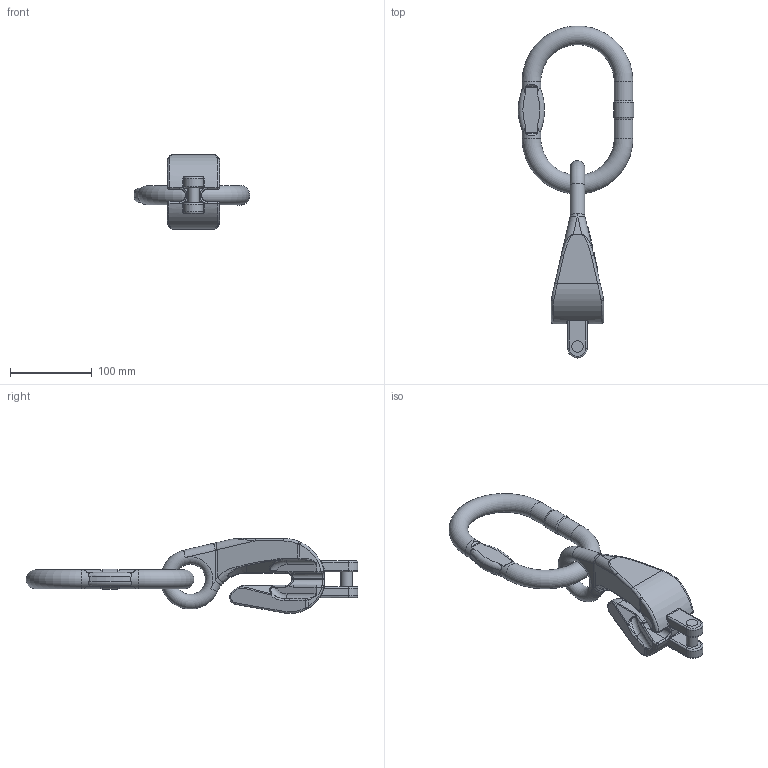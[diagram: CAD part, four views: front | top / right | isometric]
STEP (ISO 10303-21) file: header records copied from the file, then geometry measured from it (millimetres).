
FILE_DESCRIPTION(/* description */ (''),/* implementation_level */ '2;1');
FILE_NAME(/* name */ 'pewag_VXKW_13',/* time_stamp */ '2010-03-02T14:19:12+01:00',/* author */ (''),/* organization */ (''),/* preprocessor_version */ 'ST-DEVELOPER v9',/* originating_system */ 'UGS - NX 4.0',/* authorisation */ '');
FILE_SCHEMA (('AUTOMOTIVE_DESIGN { 1 0 10303 214 1 1 1 1 }'));
Length unit declared in the file: millimetre
Products named in the file (1): rit707Bn5cl
Bounding box: 141.41 x 406.91 x 92 mm (x, y, z)
Volume: 620633.5 mm3; surface area: 93355.6 mm2
Topology: 3 solids, 3 shells, 475 faces, 1189 edges, 718 vertices
Faces by surface type: plane 136, cylinder 98, bspline 93, extrusion 93, torus 34, sphere 15, cone 6
Full cylindrical faces by diameter (mm): 14 x3, 23 x4, 24.725 x1
Entity records: 17166 total; most frequent: CARTESIAN_POINT 6852, ORIENTED_EDGE 2310, DIRECTION 1811, EDGE_CURVE 1155, VERTEX_POINT 712, AXIS2_PLACEMENT_3D 651, VECTOR 509, EDGE_LOOP 507
